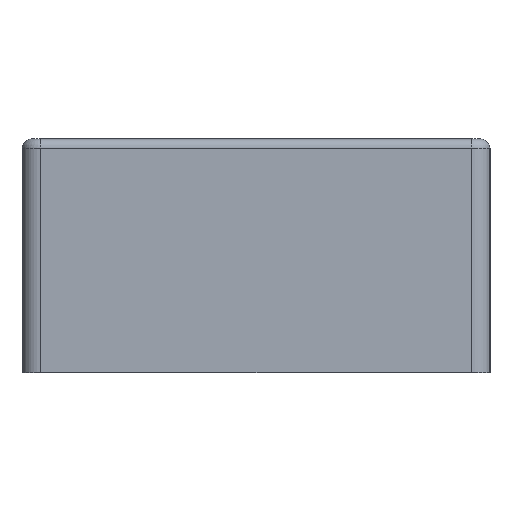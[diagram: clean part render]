
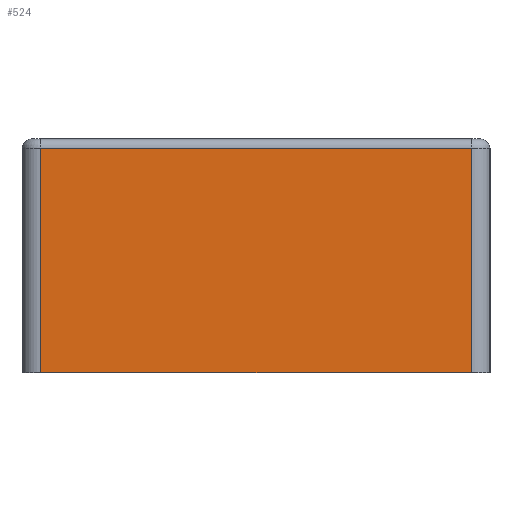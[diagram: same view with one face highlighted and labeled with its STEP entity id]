
A CAD part, left-side view. The second image highlights one B-rep face of the part: STEP entity #524.
In plain terms, the highlighted planar face has unit normal (-1, 0, 0).
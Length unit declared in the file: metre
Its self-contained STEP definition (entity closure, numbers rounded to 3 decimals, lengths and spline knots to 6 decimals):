
#98=ORIENTED_EDGE('',*,*,#238,.T.);
#99=ORIENTED_EDGE('',*,*,#239,.T.);
#100=ORIENTED_EDGE('',*,*,#240,.T.);
#101=ORIENTED_EDGE('',*,*,#241,.F.);
#238=EDGE_CURVE('',#310,#311,#362,.F.);
#239=EDGE_CURVE('',#311,#312,#363,.T.);
#240=EDGE_CURVE('',#312,#313,#364,.T.);
#241=EDGE_CURVE('',#310,#313,#365,.T.);
#310=VERTEX_POINT('',#870);
#311=VERTEX_POINT('',#871);
#312=VERTEX_POINT('',#873);
#313=VERTEX_POINT('',#875);
#362=LINE('',#869,#410);
#363=LINE('',#872,#411);
#364=LINE('',#874,#412);
#365=LINE('',#876,#413);
#410=VECTOR('',#686,1.);
#411=VECTOR('',#687,1.);
#412=VECTOR('',#688,1.);
#413=VECTOR('',#689,1.);
#440=EDGE_LOOP('',(#98,#99,#100,#101));
#474=FACE_BOUND('',#440,.T.);
#508=PLANE('',#582);
#524=ADVANCED_FACE('',(#474),#508,.T.);
#582=AXIS2_PLACEMENT_3D('',#868,#684,#685);
#684=DIRECTION('',(-1.,0.,0.));
#685=DIRECTION('',(0.,0.,1.));
#686=DIRECTION('',(0.,0.,-1.));
#687=DIRECTION('',(0.,1.,0.));
#688=DIRECTION('',(0.,0.,-1.));
#689=DIRECTION('',(0.,1.,0.));
#868=CARTESIAN_POINT('',(-0.755125,0.175125,0.05));
#869=CARTESIAN_POINT('',(-0.755125,0.129125,0.05));
#870=CARTESIAN_POINT('',(-0.755125,0.129125,0.));
#871=CARTESIAN_POINT('',(-0.755125,0.129125,0.048));
#872=CARTESIAN_POINT('',(-0.755125,0.175125,0.048));
#873=CARTESIAN_POINT('',(-0.755125,0.221125,0.048));
#874=CARTESIAN_POINT('',(-0.755125,0.221125,0.05));
#875=CARTESIAN_POINT('',(-0.755125,0.221125,0.));
#876=CARTESIAN_POINT('',(-0.755125,0.175125,0.));
